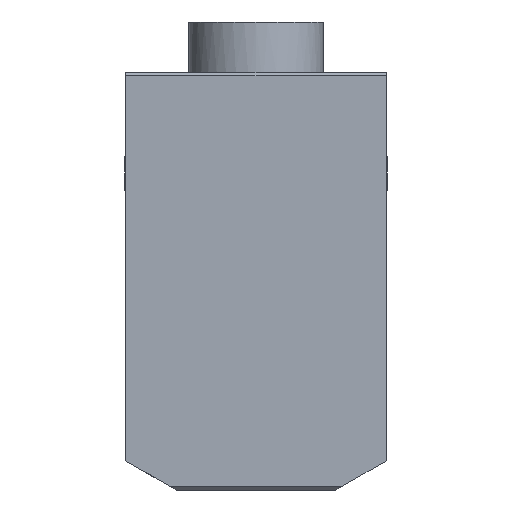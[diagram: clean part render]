
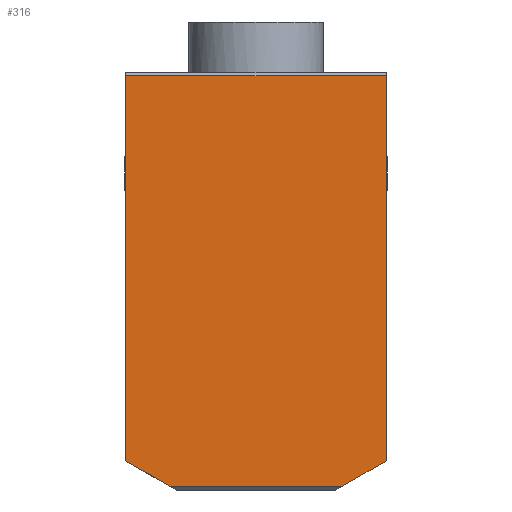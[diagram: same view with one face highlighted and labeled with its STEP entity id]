
A CAD part, left-side view. The second image highlights one B-rep face of the part: STEP entity #316.
In plain terms, the highlighted planar face has unit normal (-1, 0, 0).
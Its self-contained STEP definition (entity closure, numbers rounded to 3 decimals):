
#49=FACE_OUTER_BOUND('',#436,.T.);
#99=LINE('',#1521,#207);
#100=LINE('',#1524,#208);
#101=LINE('',#1526,#209);
#102=LINE('',#1528,#210);
#103=LINE('',#1530,#211);
#104=LINE('',#1532,#212);
#207=VECTOR('',#1219,1.);
#208=VECTOR('',#1220,1.);
#209=VECTOR('',#1221,1.);
#210=VECTOR('',#1222,1.);
#211=VECTOR('',#1223,1.);
#212=VECTOR('',#1224,1.);
#316=ADVANCED_FACE('',(#49),#374,.T.);
#374=PLANE('',#1109);
#436=EDGE_LOOP('',(#507,#508,#509,#510,#511,#512));
#507=ORIENTED_EDGE('',*,*,#894,.F.);
#508=ORIENTED_EDGE('',*,*,#895,.F.);
#509=ORIENTED_EDGE('',*,*,#896,.F.);
#510=ORIENTED_EDGE('',*,*,#897,.T.);
#511=ORIENTED_EDGE('',*,*,#898,.T.);
#512=ORIENTED_EDGE('',*,*,#899,.F.);
#797=VERTEX_POINT('',#1522);
#798=VERTEX_POINT('',#1523);
#799=VERTEX_POINT('',#1525);
#800=VERTEX_POINT('',#1527);
#801=VERTEX_POINT('',#1529);
#802=VERTEX_POINT('',#1531);
#894=EDGE_CURVE('',#797,#798,#99,.T.);
#895=EDGE_CURVE('',#799,#797,#100,.T.);
#896=EDGE_CURVE('',#800,#799,#101,.T.);
#897=EDGE_CURVE('',#800,#801,#102,.T.);
#898=EDGE_CURVE('',#801,#802,#103,.T.);
#899=EDGE_CURVE('',#798,#802,#104,.T.);
#1109=AXIS2_PLACEMENT_3D('',#1533,#1225,#1226);
#1219=DIRECTION('',(0.,0.866,0.5));
#1220=DIRECTION('',(0.,1.,0.));
#1221=DIRECTION('',(0.,0.866,-0.5));
#1222=DIRECTION('',(0.,0.,1.));
#1223=DIRECTION('',(0.,1.,0.));
#1224=DIRECTION('',(0.,0.,1.));
#1225=DIRECTION('',(-1.,0.,0.));
#1226=DIRECTION('',(0.,0.,1.));
#1521=CARTESIAN_POINT('',(-52.,30.161,-120.27));
#1522=CARTESIAN_POINT('',(-52.,25.432,-123.));
#1523=CARTESIAN_POINT('',(-52.,38.7,-115.34));
#1524=CARTESIAN_POINT('',(-52.,-38.7,-123.));
#1525=CARTESIAN_POINT('',(-52.,-25.432,-123.));
#1526=CARTESIAN_POINT('',(-52.,-88.211,-86.755));
#1527=CARTESIAN_POINT('',(-52.,-38.7,-115.34));
#1528=CARTESIAN_POINT('',(-52.,-38.7,-1.));
#1529=CARTESIAN_POINT('',(-52.,-38.7,-1.));
#1530=CARTESIAN_POINT('',(-52.,-38.7,-1.));
#1531=CARTESIAN_POINT('',(-52.,38.7,-1.));
#1532=CARTESIAN_POINT('',(-52.,38.7,-1.));
#1533=CARTESIAN_POINT('',(-52.,-38.7,-1.));
